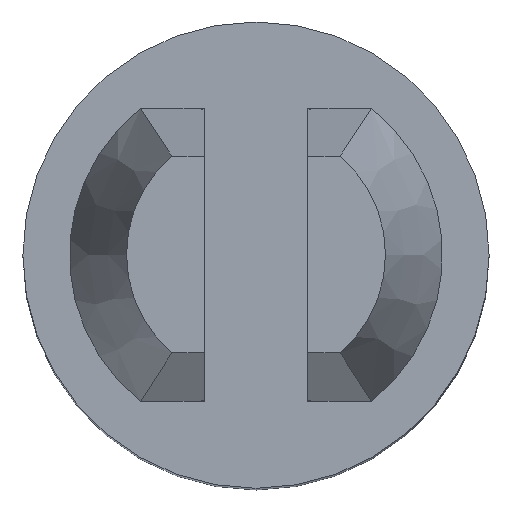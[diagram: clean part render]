
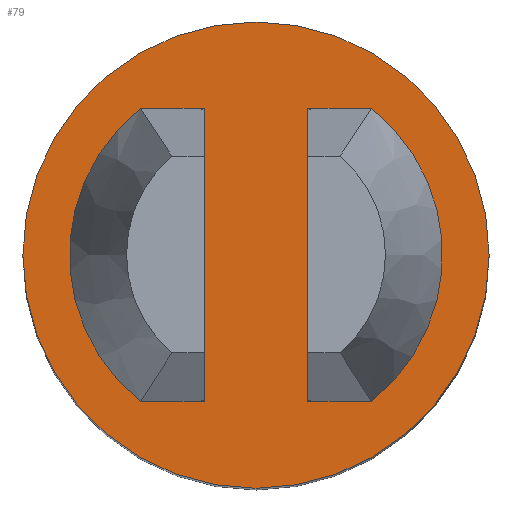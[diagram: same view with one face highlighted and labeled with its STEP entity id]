
A CAD part, top view. The second image highlights one B-rep face of the part: STEP entity #79.
In plain terms, the highlighted planar face has unit normal (0, 0, 1).
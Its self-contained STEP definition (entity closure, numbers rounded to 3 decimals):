
#79 = ADVANCED_FACE( '', ( #162, #163, #164 ), #165, .F. );
#162 = FACE_BOUND( '', #249, .T. );
#163 = FACE_BOUND( '', #250, .T. );
#164 = FACE_OUTER_BOUND( '', #251, .T. );
#165 = PLANE( '', #252 );
#249 = EDGE_LOOP( '', ( #408, #409 ) );
#250 = EDGE_LOOP( '', ( #410, #411 ) );
#251 = EDGE_LOOP( '', ( #412 ) );
#252 = AXIS2_PLACEMENT_3D( '', #413, #414, #415 );
#408 = ORIENTED_EDGE( '', *, *, #532, .T. );
#409 = ORIENTED_EDGE( '', *, *, #549, .T. );
#410 = ORIENTED_EDGE( '', *, *, #499, .T. );
#411 = ORIENTED_EDGE( '', *, *, #509, .F. );
#412 = ORIENTED_EDGE( '', *, *, #489, .F. );
#413 = CARTESIAN_POINT( '', ( -1.5, 0., 4.75 ) );
#414 = DIRECTION( '', ( 0., 0., -1. ) );
#415 = DIRECTION( '', ( -1., 0., 0. ) );
#489 = EDGE_CURVE( '', #567, #567, #568, .T. );
#499 = EDGE_CURVE( '', #580, #584, #586, .T. );
#509 = EDGE_CURVE( '', #580, #584, #602, .T. );
#532 = EDGE_CURVE( '', #635, #633, #636, .T. );
#549 = EDGE_CURVE( '', #633, #635, #660, .T. );
#567 = VERTEX_POINT( '', #678 );
#568 = CIRCLE( '', #679, 2.25 );
#580 = VERTEX_POINT( '', #697 );
#584 = VERTEX_POINT( '', #702 );
#586 = CIRCLE( '', #705, 1.5 );
#602 = LINE( '', #736, #737 );
#633 = VERTEX_POINT( '', #788 );
#635 = VERTEX_POINT( '', #791 );
#636 = LINE( '', #792, #793 );
#660 = CIRCLE( '', #839, 1.5 );
#678 = CARTESIAN_POINT( '', ( -2.25, 0., 4.75 ) );
#679 = AXIS2_PLACEMENT_3D( '', #861, #862, #863 );
#697 = CARTESIAN_POINT( '', ( -0.5, -1.414, 4.75 ) );
#702 = CARTESIAN_POINT( '', ( -0.5, 1.414, 4.75 ) );
#705 = AXIS2_PLACEMENT_3D( '', #875, #876, #877 );
#736 = CARTESIAN_POINT( '', ( -0.5, -2.25, 4.75 ) );
#737 = VECTOR( '', #887, 1000. );
#788 = CARTESIAN_POINT( '', ( 0.5, 1.414, 4.75 ) );
#791 = CARTESIAN_POINT( '', ( 0.5, -1.414, 4.75 ) );
#792 = CARTESIAN_POINT( '', ( 0.5, -2.25, 4.75 ) );
#793 = VECTOR( '', #906, 1000. );
#839 = AXIS2_PLACEMENT_3D( '', #920, #921, #922 );
#861 = CARTESIAN_POINT( '', ( 0., 0., 4.75 ) );
#862 = DIRECTION( '', ( 0., 0., -1. ) );
#863 = DIRECTION( '', ( -1., 0., 0. ) );
#875 = CARTESIAN_POINT( '', ( 0., 0., 4.75 ) );
#876 = DIRECTION( '', ( 0., 0., -1. ) );
#877 = DIRECTION( '', ( -1., 0., 0. ) );
#887 = DIRECTION( '', ( 0., 1., 0. ) );
#906 = DIRECTION( '', ( 0., 1., 0. ) );
#920 = CARTESIAN_POINT( '', ( 0., 0., 4.75 ) );
#921 = DIRECTION( '', ( 0., 0., -1. ) );
#922 = DIRECTION( '', ( -1., 0., 0. ) );
